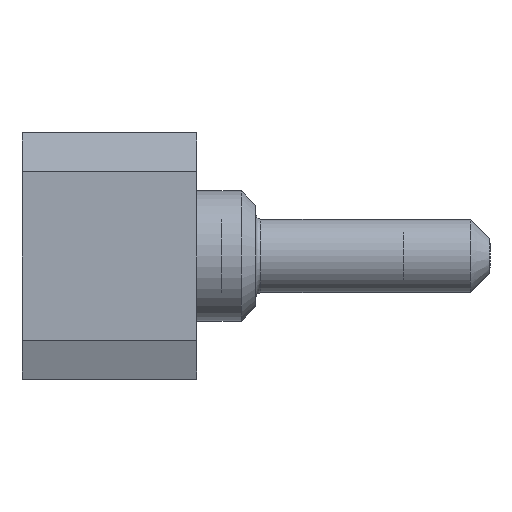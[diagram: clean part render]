
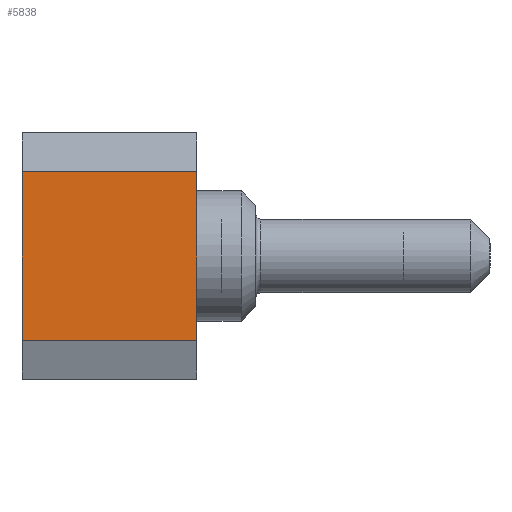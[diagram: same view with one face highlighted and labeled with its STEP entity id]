
A CAD part, left-side view. The second image highlights one B-rep face of the part: STEP entity #5838.
In plain terms, the highlighted planar face has unit normal (-1, 0, 0).
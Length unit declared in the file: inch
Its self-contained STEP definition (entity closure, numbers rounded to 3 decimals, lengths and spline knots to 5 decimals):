
#200 = EDGE_CURVE ( 'NONE', #7435, #7818, #6679, .T. ) ;
#594 = DIRECTION ( 'NONE',  ( 0., 0., 1. ) ) ;
#1067 = DIRECTION ( 'NONE',  ( 0., 0., 1. ) ) ;
#1081 = ORIENTED_EDGE ( 'NONE', *, *, #6687, .T. ) ;
#1198 = DIRECTION ( 'NONE',  ( 0., 1., 0. ) ) ;
#1500 = VERTEX_POINT ( 'NONE', #5039 ) ;
#1757 = CARTESIAN_POINT ( 'NONE',  ( -0.01203, 0., -0.01575 ) ) ;
#1888 = EDGE_CURVE ( 'NONE', #1500, #7818, #7145, .T. ) ;
#1921 = VECTOR ( 'NONE', #4689, 39.37008 ) ;
#2064 = VECTOR ( 'NONE', #594, 39.37008 ) ;
#2254 = CARTESIAN_POINT ( 'NONE',  ( -0.01203, -0.071, -0.08425 ) ) ;
#2332 = PLANE ( 'NONE',  #6531 ) ;
#2358 = ORIENTED_EDGE ( 'NONE', *, *, #4153, .F. ) ;
#2736 = VECTOR ( 'NONE', #6448, 39.37008 ) ;
#2770 = CARTESIAN_POINT ( 'NONE',  ( -0.01203, -0.071, -0.08425 ) ) ;
#2876 = LINE ( 'NONE', #7781, #1921 ) ;
#3045 = ORIENTED_EDGE ( 'NONE', *, *, #200, .T. ) ;
#3101 = CARTESIAN_POINT ( 'NONE',  ( -0.01203, -0.071, -0.01575 ) ) ;
#3476 = CARTESIAN_POINT ( 'NONE',  ( -0.01203, -0.071, -0.08425 ) ) ;
#4153 = EDGE_CURVE ( 'NONE', #4498, #1500, #6524, .T. ) ;
#4334 = CARTESIAN_POINT ( 'NONE',  ( -0.01203, -0.071, -0.01575 ) ) ;
#4421 = EDGE_LOOP ( 'NONE', ( #4736, #2358, #1081, #3045 ) ) ;
#4425 = VECTOR ( 'NONE', #1198, 39.37008 ) ;
#4498 = VERTEX_POINT ( 'NONE', #2770 ) ;
#4689 = DIRECTION ( 'NONE',  ( 0., 0., 1. ) ) ;
#4736 = ORIENTED_EDGE ( 'NONE', *, *, #1888, .F. ) ;
#5039 = CARTESIAN_POINT ( 'NONE',  ( -0.01203, 0., -0.08425 ) ) ;
#5838 = ADVANCED_FACE ( 'NONE', ( #7184 ), #2332, .T. ) ;
#6448 = DIRECTION ( 'NONE',  ( 0., 1., 0. ) ) ;
#6524 = LINE ( 'NONE', #3476, #2736 ) ;
#6531 = AXIS2_PLACEMENT_3D ( 'NONE', #2254, #7263, #1067 ) ;
#6660 = CARTESIAN_POINT ( 'NONE',  ( -0.01203, 0., -0.08425 ) ) ;
#6679 = LINE ( 'NONE', #3101, #4425 ) ;
#6687 = EDGE_CURVE ( 'NONE', #4498, #7435, #2876, .T. ) ;
#7145 = LINE ( 'NONE', #6660, #2064 ) ;
#7184 = FACE_OUTER_BOUND ( 'NONE', #4421, .T. ) ;
#7263 = DIRECTION ( 'NONE',  ( -1., 0., 0. ) ) ;
#7435 = VERTEX_POINT ( 'NONE', #4334 ) ;
#7781 = CARTESIAN_POINT ( 'NONE',  ( -0.01203, -0.071, -0.08425 ) ) ;
#7818 = VERTEX_POINT ( 'NONE', #1757 ) ;
